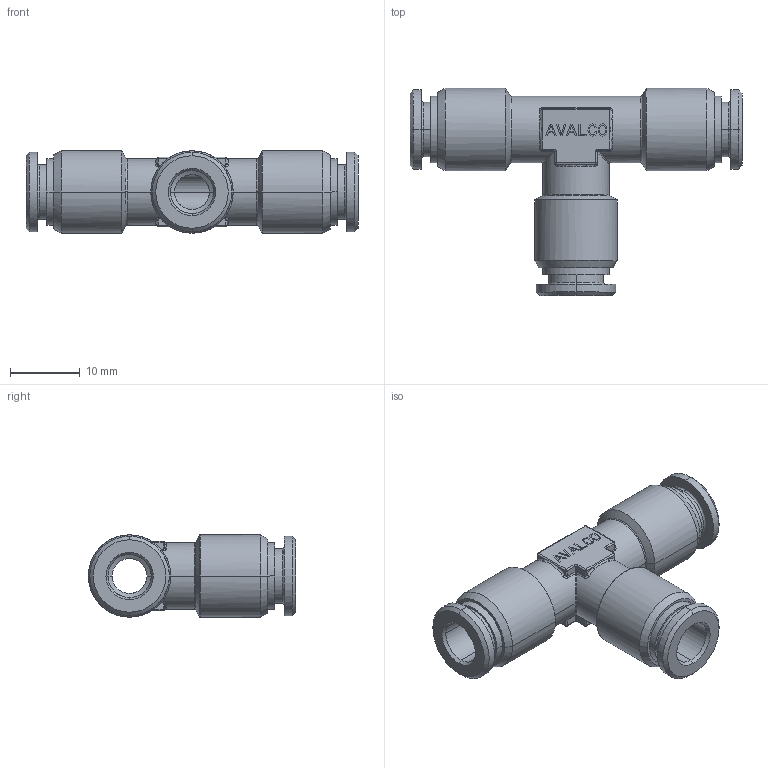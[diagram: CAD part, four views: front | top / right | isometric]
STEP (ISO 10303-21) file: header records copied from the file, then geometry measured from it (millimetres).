
FILE_DESCRIPTION(('CATIA V5 STEP Exchange'),'2;1');
FILE_NAME('PR540B-06.stp','2018-04-14T15:10:52+00:00',('none'),('none'),'CATIA Version 5 Release 21 GA (IN-10)','CATIA V5 STEP AP203','none');
FILE_SCHEMA(('CONFIG_CONTROL_DESIGN'));
Length unit declared in the file: millimetre
Products named in the file (1): CN540V-06
Bounding box: 47.6 x 29.7 x 11.83 mm (x, y, z)
Volume: 4126.7 mm3; surface area: 4340.6 mm2
Topology: 1 solids, 1 shells, 482 faces, 1228 edges, 768 vertices
Faces by surface type: plane 266, cylinder 98, cone 44, torus 40, bspline 22, sphere 12
Entity records: 16442 total; most frequent: CARTESIAN_POINT 5442, ORIENTED_EDGE 2456, DIRECTION 1878, EDGE_CURVE 1228, VECTOR 815, LINE 815, VERTEX_POINT 768, AXIS2_PLACEMENT_3D 646
